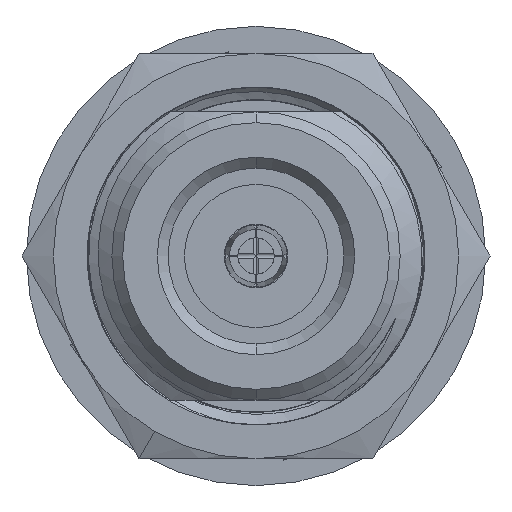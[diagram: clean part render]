
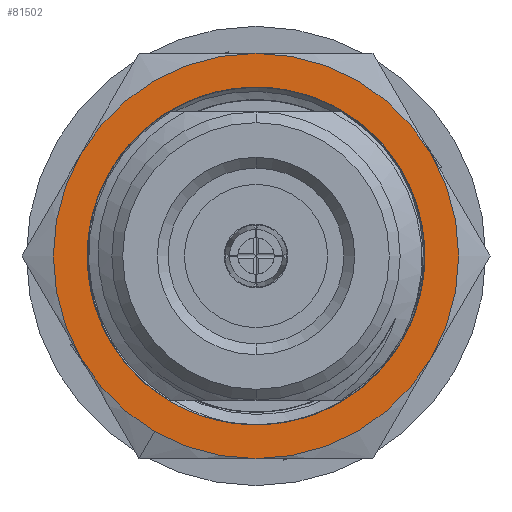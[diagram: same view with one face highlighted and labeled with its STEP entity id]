
A CAD part, left-side view. The second image highlights one B-rep face of the part: STEP entity #81502.
In plain terms, the highlighted planar face has unit normal (-1, 0, 0).
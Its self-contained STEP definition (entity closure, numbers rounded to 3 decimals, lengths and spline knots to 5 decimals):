
#876 = AXIS2_PLACEMENT_3D ( 'NONE', #75026, #56055, #10631 ) ;
#1333 = CARTESIAN_POINT ( 'NONE',  ( 0.49497, 0.32476, -0.1875 ) ) ;
#1477 = CARTESIAN_POINT ( 'NONE',  ( 0.49497, 0.1875, -0.32476 ) ) ;
#4109 = VERTEX_POINT ( 'NONE', #1333 ) ;
#4331 = AXIS2_PLACEMENT_3D ( 'NONE', #20009, #71132, #45422 ) ;
#6617 = AXIS2_PLACEMENT_3D ( 'NONE', #74756, #68791, #81509 ) ;
#7734 = AXIS2_PLACEMENT_3D ( 'NONE', #31568, #24537, #50513 ) ;
#7781 = EDGE_LOOP ( 'NONE', ( #40796, #19493, #9456 ) ) ;
#8197 = ORIENTED_EDGE ( 'NONE', *, *, #62334, .T. ) ;
#8658 = ORIENTED_EDGE ( 'NONE', *, *, #79683, .T. ) ;
#9456 = ORIENTED_EDGE ( 'NONE', *, *, #78595, .F. ) ;
#10631 = DIRECTION ( 'NONE',  ( 0., 0.5, -0.866 ) ) ;
#11126 = ORIENTED_EDGE ( 'NONE', *, *, #29054, .T. ) ;
#11495 = CIRCLE ( 'NONE', #22996, 0.375 ) ;
#13156 = EDGE_CURVE ( 'NONE', #75607, #72952, #11495, .T. ) ;
#13729 = AXIS2_PLACEMENT_3D ( 'NONE', #65198, #52483, #65474 ) ;
#15025 = EDGE_LOOP ( 'NONE', ( #79430, #8197, #45166, #8658, #34146, #77702, #11126 ) ) ;
#16203 = AXIS2_PLACEMENT_3D ( 'NONE', #43538, #63283, #30797 ) ;
#17420 = AXIS2_PLACEMENT_3D ( 'NONE', #75079, #62050, #68272 ) ;
#18827 = DIRECTION ( 'NONE',  ( 0., 0.5, -0.866 ) ) ;
#19493 = ORIENTED_EDGE ( 'NONE', *, *, #29795, .F. ) ;
#20009 = CARTESIAN_POINT ( 'NONE',  ( 0.49497, 0., 0. ) ) ;
#20685 = EDGE_CURVE ( 'NONE', #4109, #83856, #83144, .T. ) ;
#22104 = DIRECTION ( 'NONE',  ( -1., 0., 0. ) ) ;
#22996 = AXIS2_PLACEMENT_3D ( 'NONE', #76167, #57488, #18827 ) ;
#24099 = CIRCLE ( 'NONE', #7734, 0.375 ) ;
#24537 = DIRECTION ( 'NONE',  ( -1., 0., 0. ) ) ;
#26374 = CARTESIAN_POINT ( 'NONE',  ( 0.49497, 0., 0.375 ) ) ;
#26859 = VERTEX_POINT ( 'NONE', #28190 ) ;
#28012 = CARTESIAN_POINT ( 'NONE',  ( 0.49497, 0., 0. ) ) ;
#28190 = CARTESIAN_POINT ( 'NONE',  ( 0.49497, 0.26486, -0.16585 ) ) ;
#28645 = VERTEX_POINT ( 'NONE', #70245 ) ;
#29054 = EDGE_CURVE ( 'NONE', #72952, #4109, #58685, .T. ) ;
#29795 = EDGE_CURVE ( 'NONE', #54273, #71859, #45552, .T. ) ;
#29942 = DIRECTION ( 'NONE',  ( -1., 0., 0. ) ) ;
#30797 = DIRECTION ( 'NONE',  ( 0., 0.5, -0.866 ) ) ;
#31568 = CARTESIAN_POINT ( 'NONE',  ( 0.49497, 0., 0. ) ) ;
#33528 = EDGE_CURVE ( 'NONE', #67437, #75607, #59645, .T. ) ;
#34146 = ORIENTED_EDGE ( 'NONE', *, *, #33528, .T. ) ;
#35235 = CIRCLE ( 'NONE', #44486, 0.375 ) ;
#35392 = CIRCLE ( 'NONE', #4331, 0.375 ) ;
#40796 = ORIENTED_EDGE ( 'NONE', *, *, #47248, .F. ) ;
#42792 = VERTEX_POINT ( 'NONE', #76009 ) ;
#43417 = CARTESIAN_POINT ( 'NONE',  ( 0.49497, 0.15625, -0.27063 ) ) ;
#43538 = CARTESIAN_POINT ( 'NONE',  ( 0.49497, 0., 0. ) ) ;
#44486 = AXIS2_PLACEMENT_3D ( 'NONE', #47546, #22104, #72712 ) ;
#45166 = ORIENTED_EDGE ( 'NONE', *, *, #73015, .T. ) ;
#45422 = DIRECTION ( 'NONE',  ( 0., 0.5, -0.866 ) ) ;
#45552 = CIRCLE ( 'NONE', #81258, 0.3125 ) ;
#46268 = FACE_BOUND ( 'NONE', #7781, .T. ) ;
#47248 = EDGE_CURVE ( 'NONE', #71859, #26859, #68556, .T. ) ;
#47296 = FACE_OUTER_BOUND ( 'NONE', #15025, .T. ) ;
#47519 = DIRECTION ( 'NONE',  ( -1., 0., 0. ) ) ;
#47546 = CARTESIAN_POINT ( 'NONE',  ( 0.49497, 0., 0. ) ) ;
#48901 = CARTESIAN_POINT ( 'NONE',  ( 0.49497, 0., 0. ) ) ;
#50513 = DIRECTION ( 'NONE',  ( 0., 0.5, -0.866 ) ) ;
#52483 = DIRECTION ( 'NONE',  ( -1., 0., 0. ) ) ;
#54273 = VERTEX_POINT ( 'NONE', #43417 ) ;
#55380 = DIRECTION ( 'NONE',  ( 0., 0.5, -0.866 ) ) ;
#56055 = DIRECTION ( 'NONE',  ( -1., 0., 0. ) ) ;
#57405 = CIRCLE ( 'NONE', #13729, 0.3125 ) ;
#57488 = DIRECTION ( 'NONE',  ( -1., 0., 0. ) ) ;
#58685 = CIRCLE ( 'NONE', #67138, 0.375 ) ;
#59645 = CIRCLE ( 'NONE', #17420, 0.375 ) ;
#61453 = PLANE ( 'NONE',  #6617 ) ;
#62050 = DIRECTION ( 'NONE',  ( -1., 0., 0. ) ) ;
#62334 = EDGE_CURVE ( 'NONE', #83856, #42792, #35392, .T. ) ;
#63283 = DIRECTION ( 'NONE',  ( -1., 0., 0. ) ) ;
#65198 = CARTESIAN_POINT ( 'NONE',  ( 0.49497, 0., 0. ) ) ;
#65474 = DIRECTION ( 'NONE',  ( 0., 0.5, -0.866 ) ) ;
#66114 = CARTESIAN_POINT ( 'NONE',  ( 0.49497, 0.32476, 0.1875 ) ) ;
#67138 = AXIS2_PLACEMENT_3D ( 'NONE', #28012, #47519, #73220 ) ;
#67437 = VERTEX_POINT ( 'NONE', #68177 ) ;
#68177 = CARTESIAN_POINT ( 'NONE',  ( 0.49497, -0.32476, 0.1875 ) ) ;
#68272 = DIRECTION ( 'NONE',  ( 0., 0.5, -0.866 ) ) ;
#68556 = CIRCLE ( 'NONE', #876, 0.3125 ) ;
#68791 = DIRECTION ( 'NONE',  ( -1., 0., 0. ) ) ;
#70245 = CARTESIAN_POINT ( 'NONE',  ( 0.49497, -0.32476, -0.1875 ) ) ;
#71132 = DIRECTION ( 'NONE',  ( -1., 0., 0. ) ) ;
#71859 = VERTEX_POINT ( 'NONE', #80050 ) ;
#72712 = DIRECTION ( 'NONE',  ( 0., 0.5, -0.866 ) ) ;
#72952 = VERTEX_POINT ( 'NONE', #66114 ) ;
#73015 = EDGE_CURVE ( 'NONE', #42792, #28645, #35235, .T. ) ;
#73220 = DIRECTION ( 'NONE',  ( 0., 0.5, -0.866 ) ) ;
#74756 = CARTESIAN_POINT ( 'NONE',  ( 0.49497, 0., 0. ) ) ;
#75026 = CARTESIAN_POINT ( 'NONE',  ( 0.49497, 0., 0. ) ) ;
#75079 = CARTESIAN_POINT ( 'NONE',  ( 0.49497, 0., 0. ) ) ;
#75607 = VERTEX_POINT ( 'NONE', #26374 ) ;
#76009 = CARTESIAN_POINT ( 'NONE',  ( 0.49497, 0., -0.375 ) ) ;
#76167 = CARTESIAN_POINT ( 'NONE',  ( 0.49497, 0., 0. ) ) ;
#77702 = ORIENTED_EDGE ( 'NONE', *, *, #13156, .T. ) ;
#78595 = EDGE_CURVE ( 'NONE', #26859, #54273, #57405, .T. ) ;
#79430 = ORIENTED_EDGE ( 'NONE', *, *, #20685, .T. ) ;
#79683 = EDGE_CURVE ( 'NONE', #28645, #67437, #24099, .T. ) ;
#80050 = CARTESIAN_POINT ( 'NONE',  ( 0.49497, 0.07001, -0.30456 ) ) ;
#81258 = AXIS2_PLACEMENT_3D ( 'NONE', #48901, #29942, #55380 ) ;
#81502 = ADVANCED_FACE ( 'NONE', ( #46268, #47296 ), #61453, .T. ) ;
#81509 = DIRECTION ( 'NONE',  ( 0., 0.5, -0.866 ) ) ;
#83144 = CIRCLE ( 'NONE', #16203, 0.375 ) ;
#83856 = VERTEX_POINT ( 'NONE', #1477 ) ;
